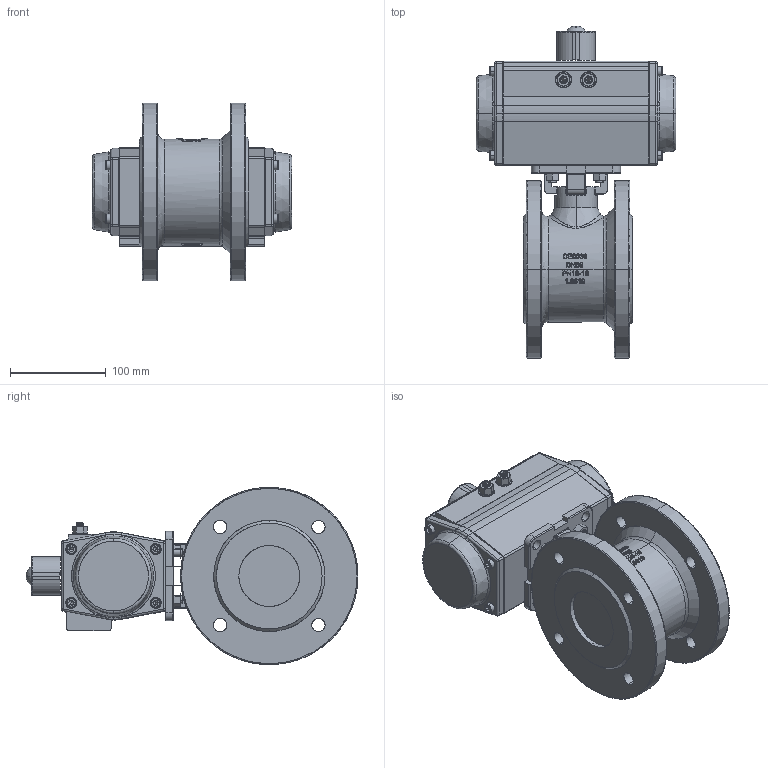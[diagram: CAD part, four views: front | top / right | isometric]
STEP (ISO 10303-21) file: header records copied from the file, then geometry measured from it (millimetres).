
FILE_DESCRIPTION (( 'STEP AP203' ), '1' );
FILE_NAME ('PK06_DN65 (PK06000009).STEP', '2022-05-02T08:06:23', ( '' ), ( '' ), 'SwSTEP 2.0', 'SolidWorks 2021', '' );
FILE_SCHEMA (( 'CONFIG_CONTROL_DESIGN' ));
Length unit declared in the file: metre
Products named in the file (1): PK06_DN65 (PK06000009)
Bounding box: 208 x 346.15 x 185 mm (x, y, z)
Surface area: 287667.1 mm2 (no closed solid volume)
Topology: 0 solids, 604 shells, 764 faces, 4000 edges, 3773 vertices
Faces by surface type: cylinder 274, plane 229, bspline 175, cone 84, sphere 2
Entity records: 82139 total; most frequent: CARTESIAN_POINT 54477, DIRECTION 4658, ORIENTED_EDGE 4272, EDGE_CURVE 3978, VERTEX_POINT 3773, AXIS2_PLACEMENT_3D 1629, B_SPLINE_CURVE_WITH_KNOTS 1539, LINE 1400
